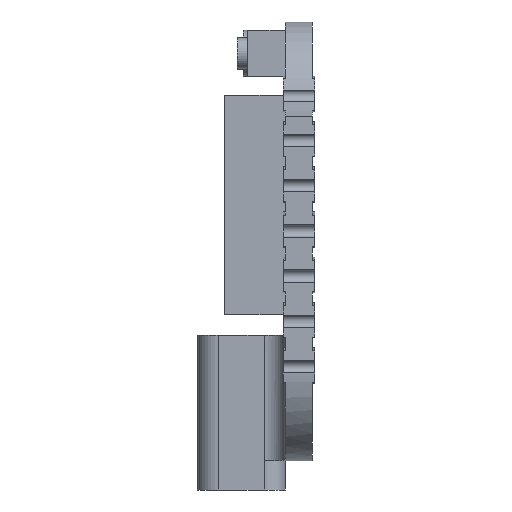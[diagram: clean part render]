
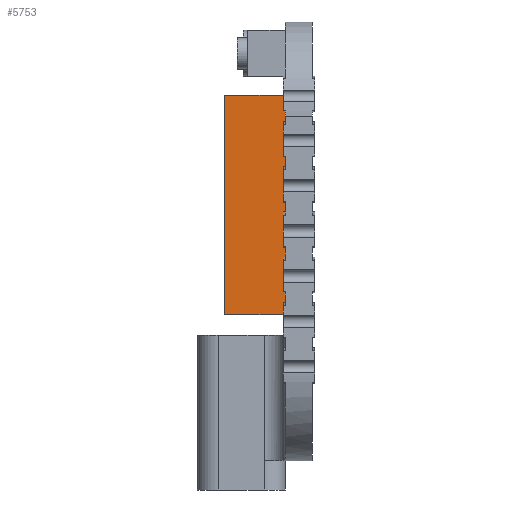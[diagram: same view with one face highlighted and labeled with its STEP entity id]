
A CAD part, left-side view. The second image highlights one B-rep face of the part: STEP entity #5753.
In plain terms, the highlighted planar face has unit normal (-1, 0, 0).
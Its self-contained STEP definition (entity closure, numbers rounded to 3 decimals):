
#734=FACE_OUTER_BOUND('',#1087,.T.);
#1087=EDGE_LOOP('',(#5032,#5033,#5034,#5035));
#1360=LINE('',#8732,#1901);
#1618=LINE('',#9530,#2159);
#1630=LINE('',#9554,#2171);
#1633=LINE('',#9559,#2174);
#1901=VECTOR('',#7036,10.);
#2159=VECTOR('',#7866,10.);
#2171=VECTOR('',#7898,10.);
#2174=VECTOR('',#7905,10.);
#2483=VERTEX_POINT('',#8725);
#2486=VERTEX_POINT('',#8730);
#2707=VERTEX_POINT('',#9528);
#2708=VERTEX_POINT('',#9529);
#3110=EDGE_CURVE('',#2486,#2483,#1360,.T.);
#3488=EDGE_CURVE('',#2707,#2708,#1618,.T.);
#3500=EDGE_CURVE('',#2483,#2707,#1630,.T.);
#3503=EDGE_CURVE('',#2486,#2708,#1633,.T.);
#5032=ORIENTED_EDGE('',*,*,#3110,.F.);
#5033=ORIENTED_EDGE('',*,*,#3503,.T.);
#5034=ORIENTED_EDGE('',*,*,#3488,.F.);
#5035=ORIENTED_EDGE('',*,*,#3500,.F.);
#5263=PLANE('',#6305);
#5753=ADVANCED_FACE('',(#734),#5263,.T.);
#6305=AXIS2_PLACEMENT_3D('',#9560,#7906,#7907);
#7036=DIRECTION('',(0.,0.,-1.));
#7866=DIRECTION('',(0.,0.,1.));
#7898=DIRECTION('',(0.,1.,0.));
#7905=DIRECTION('',(0.,1.,0.));
#7906=DIRECTION('center_axis',(-1.,0.,0.));
#7907=DIRECTION('ref_axis',(0.,0.,1.));
#8725=CARTESIAN_POINT('',(-6.3,1.3,-3.5));
#8730=CARTESIAN_POINT('',(-6.3,1.3,7.));
#8732=CARTESIAN_POINT('',(-6.3,1.3,-1.75));
#9528=CARTESIAN_POINT('',(-6.3,4.2,-3.5));
#9529=CARTESIAN_POINT('',(-6.3,4.2,7.));
#9530=CARTESIAN_POINT('',(-6.3,4.2,-3.5));
#9554=CARTESIAN_POINT('',(-6.3,1.3,-3.5));
#9559=CARTESIAN_POINT('',(-6.3,1.3,7.));
#9560=CARTESIAN_POINT('Origin',(-6.3,1.3,-3.5));
